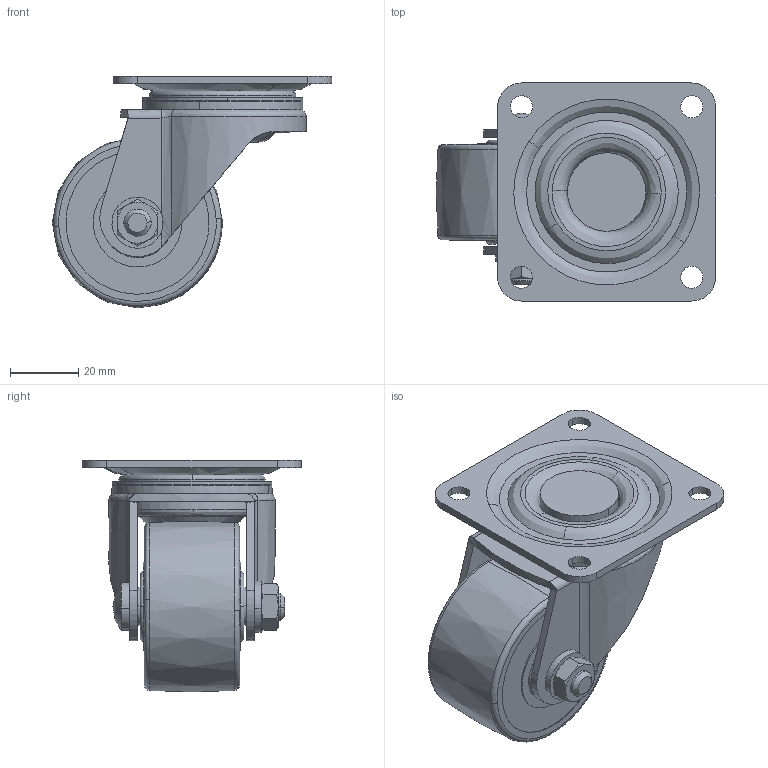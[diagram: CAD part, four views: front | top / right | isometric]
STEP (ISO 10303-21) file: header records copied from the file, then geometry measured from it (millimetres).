
FILE_DESCRIPTION((''),'2;1');
FILE_NAME('','2009-03-19T14:04:33',(''),(''),'','CADfix','');
FILE_SCHEMA(('AUTOMOTIVE_DESIGN { 1 0 10303 214 1 1 1 1 }'));
Length unit declared in the file: millimetre
Bounding box: 82 x 64 x 68 mm (x, y, z)
Volume: 94993.7 mm3; surface area: 33619.3 mm2
Topology: 5 solids, 5 shells, 197 faces, 593 edges, 427 vertices
Faces by surface type: bspline 197
Entity records: 9745 total; most frequent: CARTESIAN_POINT 6512, ORIENTED_EDGE 1186, EDGE_CURVE 593, VERTEX_POINT 427, EDGE_LOOP 236, FACE_OUTER_BOUND 197, ADVANCED_FACE 197, QUASI_UNIFORM_CURVE 130
